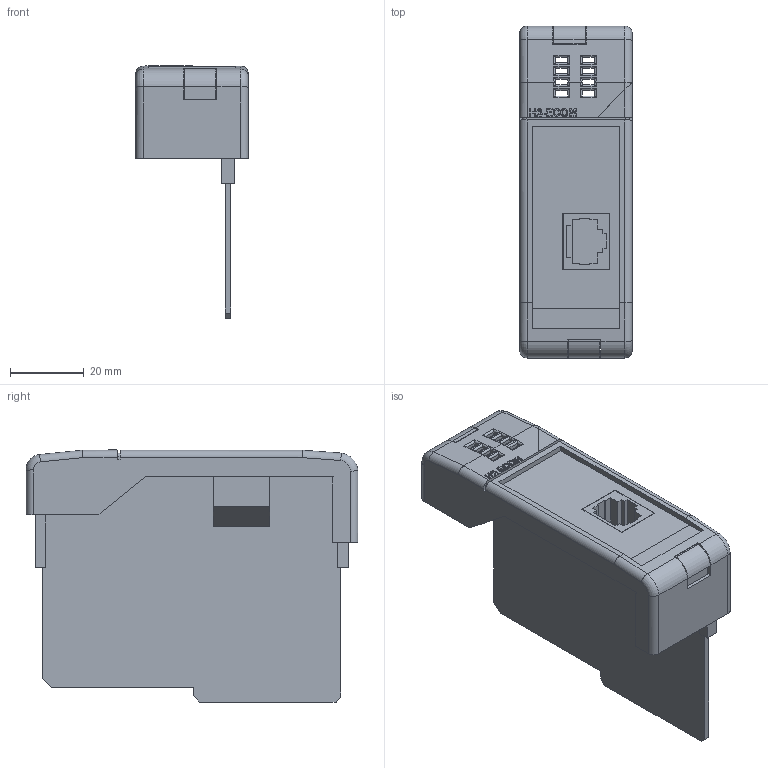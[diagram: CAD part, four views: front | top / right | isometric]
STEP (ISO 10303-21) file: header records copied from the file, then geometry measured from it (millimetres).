
FILE_DESCRIPTION (( 'STEP AP214' ), '1' );
FILE_NAME ('H2-ECOM.STEP', '2011-04-01T17:48:53', ( ' ' ), ( ' ' ), 'SwSTEP 2.0', 'SolidWorks 2009', '' );
FILE_SCHEMA (( 'AUTOMOTIVE_DESIGN' ));
Length unit declared in the file: millimetre
Products named in the file (1): H2-ECOM
Bounding box: 30.55 x 90 x 68.38 mm (x, y, z)
Volume: 18926.6 mm3; surface area: 28848.4 mm2
Topology: 2 solids, 2 shells, 380 faces, 1085 edges, 708 vertices
Faces by surface type: plane 257, cylinder 85, bspline 28, torus 10
Entity records: 18054 total; most frequent: CARTESIAN_POINT 4225, ORIENTED_EDGE 2170, DIRECTION 1742, EDGE_CURVE 1085, VECTOR 860, LINE 860, VERTEX_POINT 708, AXIS2_PLACEMENT_3D 441
